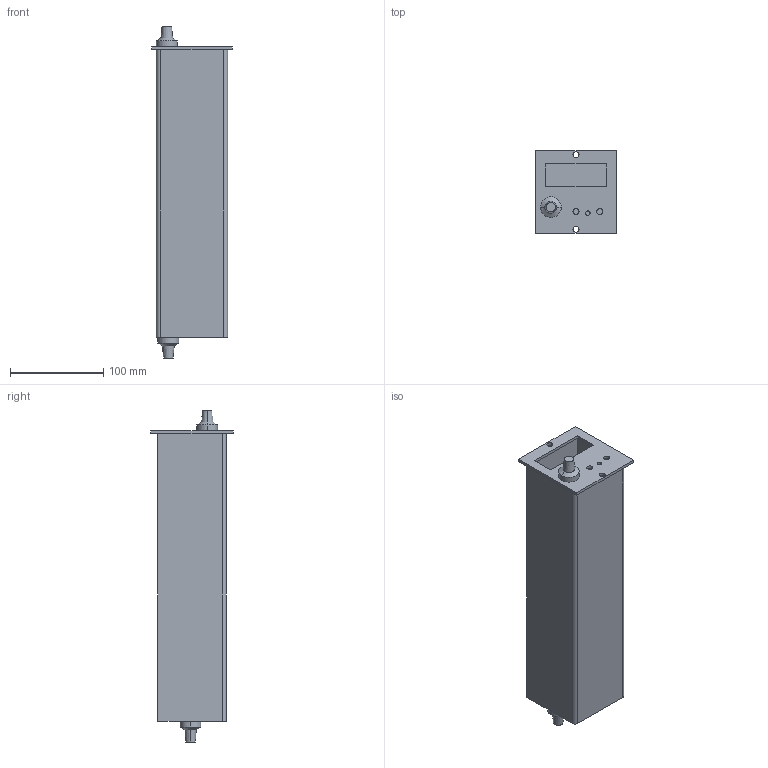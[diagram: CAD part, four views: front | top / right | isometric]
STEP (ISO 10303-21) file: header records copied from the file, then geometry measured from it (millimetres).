
FILE_DESCRIPTION((''),'2;1');
FILE_NAME('246_OUTLINE_DUMMY_ASM','2015-04-22T',('cockrofm'),(''),'PRO/ENGINEER BY PARAMETRIC TECHNOLOGY CORPORATION, 2011490','PRO/ENGINEER BY PARAMETRIC TECHNOLOGY CORPORATION, 2011490','');
FILE_SCHEMA(('CONFIG_CONTROL_DESIGN'));
Length unit declared in the file: inch
Products named in the file (4): 109936_PANEL_DUMMY; 120232_CHASSIS_DUMMY; 130-3972; 246_OUTLINE_DUMMY_ASM
Assembly tree (4 placements, depth 2):
  246_OUTLINE_DUMMY_ASM
    109936_PANEL_DUMMY
    120232_CHASSIS_DUMMY
    130-3972  x2
Bounding box: 85.72 x 88.11 x 355.73 mm (x, y, z)
Volume: 319090.3 mm3; surface area: 201765.5 mm2
Topology: 4 solids, 4 shells, 55 faces, 130 edges, 84 vertices
Faces by surface type: plane 25, cylinder 22, cone 8
Entity records: 1558 total; most frequent: DIRECTION 270, CARTESIAN_POINT 247, ORIENTED_EDGE 232, EDGE_CURVE 116, AXIS2_PLACEMENT_3D 99, VERTEX_POINT 76, VECTOR 72, LINE 72
